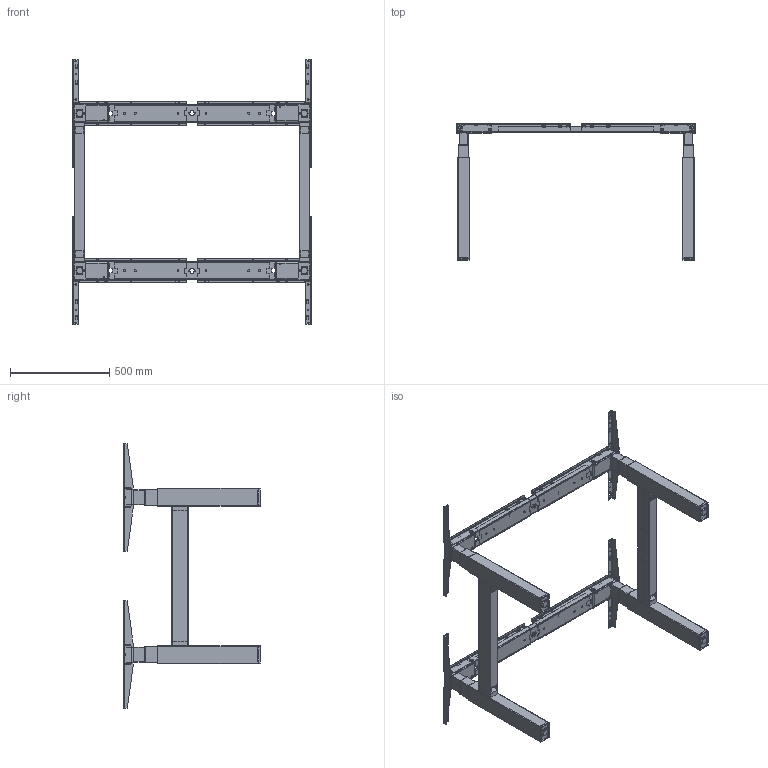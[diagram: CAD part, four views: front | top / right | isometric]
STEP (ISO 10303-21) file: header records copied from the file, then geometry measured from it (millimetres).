
FILE_DESCRIPTION (( 'STEP AP203' ), '1' );
FILE_NAME ('CL43xAxxxxxxx_Fl115.STEP', '2019-01-03T13:25:20', ( '' ), ( '' ), 'SwSTEP 2.0', 'SolidWorks 2015', '' );
FILE_SCHEMA (( 'CONFIG_CONTROL_DESIGN' ));
Products named in the file (1): CL43xAxxxxxxx_Fl115
Bounding box: 1200 x 690.6 x 1330 mm (x, y, z)
Surface area: 3381896.5 mm2 (no closed solid volume)
Topology: 0 solids, 284 shells, 2600 faces, 12835 edges, 10131 vertices
Faces by surface type: plane 1299, cylinder 845, torus 136, cone 136, bspline 120, sphere 64
Entity records: 131589 total; most frequent: CARTESIAN_POINT 34023, DIRECTION 20206, ORIENTED_EDGE 17184, EDGE_CURVE 12819, VERTEX_POINT 10131, VECTOR 7612, LINE 7612, AXIS2_PLACEMENT_3D 6297
